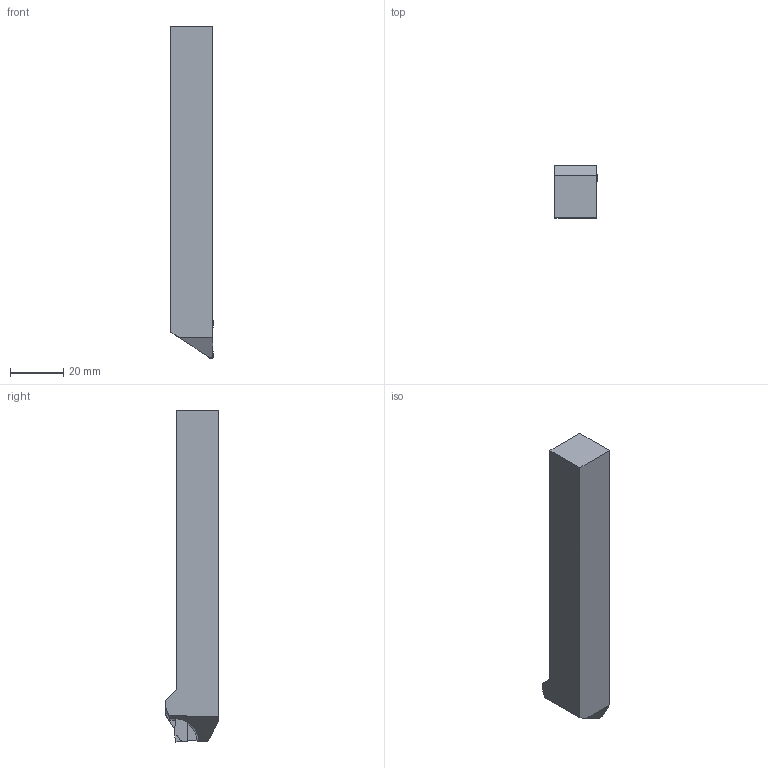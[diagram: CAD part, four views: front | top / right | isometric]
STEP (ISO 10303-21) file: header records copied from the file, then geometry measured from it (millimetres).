
FILE_DESCRIPTION(/* description */ (''),/* implementation_level */ '2;1');
FILE_NAME(/* name */ '1563163707673.stp',/* time_stamp */ '2019-07-15T09:38:33+05:00',/* author */ (''),/* organization */ ('SMS'),/* preprocessor_version */ 'ST-DEVELOPER v15',/* originating_system */ 'SIEMENS PLM Software NX 8.5',/* authorisation */ '');
FILE_SCHEMA (('AUTOMOTIVE_DESIGN { 1 0 10303 214 3 1 1 1 }'));
Length unit declared in the file: millimetre
Products named in the file (4): 201539459mod000_00; ASSEMBLY_CONSTRUCTION; 201750128mod000_00; 201750125mod000_00
Assembly tree (3 placements, depth 2):
  201750125mod000_00
    201750128mod000_00
    ASSEMBLY_CONSTRUCTION
    201539459mod000_00
Bounding box: 16.09 x 19.9 x 125 mm (x, y, z)
Volume: 30476.8 mm3; surface area: 8416.5 mm2
Topology: 2 solids, 2 shells, 85 faces, 240 edges, 166 vertices
Faces by surface type: plane 46, extrusion 16, bspline 12, cylinder 10, torus 1
Entity records: 3424 total; most frequent: CARTESIAN_POINT 1230, ORIENTED_EDGE 478, DIRECTION 328, EDGE_CURVE 239, VECTOR 164, VERTEX_POINT 158, LINE 148, B_SPLINE_CURVE_WITH_KNOTS 92
